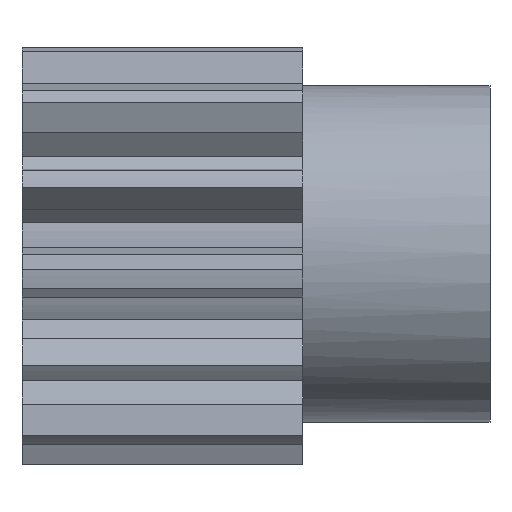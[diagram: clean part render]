
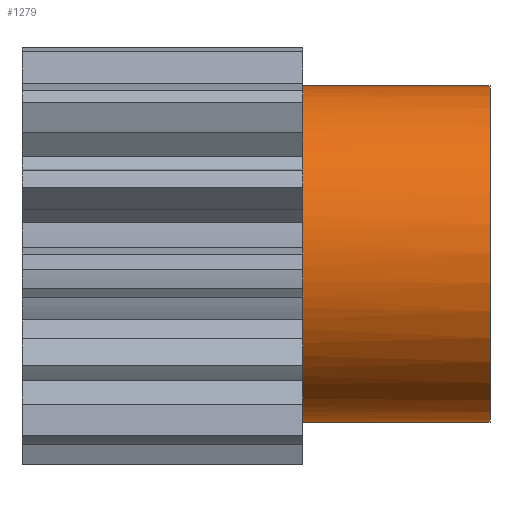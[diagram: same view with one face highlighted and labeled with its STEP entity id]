
A CAD part, top view. The second image highlights one B-rep face of the part: STEP entity #1279.
In plain terms, the highlighted cylindrical face has radius 9 mm (diameter 18 mm), a partial arc.
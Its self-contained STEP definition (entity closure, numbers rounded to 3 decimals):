
#625 = VERTEX_POINT( '', #1840 );
#649 = EDGE_CURVE( '', #725, #809, #1867, .T. );
#721 = EDGE_CURVE( '', #625, #1249, #1946, .T. );
#725 = VERTEX_POINT( '', #1950 );
#791 = VERTEX_POINT( '', #2023 );
#793 = VERTEX_POINT( '', #2025 );
#809 = VERTEX_POINT( '', #2042 );
#821 = VERTEX_POINT( '', #2055 );
#837 = EDGE_CURVE( '', #1545, #821, #2071, .T. );
#879 = EDGE_CURVE( '', #1393, #1013, #2117, .T. );
#1003 = EDGE_CURVE( '', #1315, #625, #2251, .T. );
#1013 = VERTEX_POINT( '', #2262 );
#1021 = EDGE_CURVE( '', #793, #725, #2270, .T. );
#1069 = EDGE_CURVE( '', #1757, #791, #2322, .T. );
#1091 = EDGE_CURVE( '', #821, #793, #2346, .T. );
#1151 = EDGE_CURVE( '', #1513, #1181, #2408, .T. );
#1161 = EDGE_CURVE( '', #791, #1187, #2418, .T. );
#1181 = VERTEX_POINT( '', #2442 );
#1187 = VERTEX_POINT( '', #2448 );
#1195 = EDGE_CURVE( '', #1187, #1545, #2457, .T. );
#1211 = VERTEX_POINT( '', #2475 );
#1249 = VERTEX_POINT( '', #2516 );
#1261 = EDGE_CURVE( '', #1013, #1211, #2532, .T. );
#1279 = ADVANCED_FACE( '', ( #2552 ), #2553, .T. );
#1315 = VERTEX_POINT( '', #2591 );
#1367 = EDGE_CURVE( '', #809, #1513, #2650, .T. );
#1393 = VERTEX_POINT( '', #2677 );
#1513 = VERTEX_POINT( '', #2809 );
#1545 = VERTEX_POINT( '', #2843 );
#1727 = EDGE_CURVE( '', #1181, #1777, #3046, .T. );
#1733 = EDGE_CURVE( '', #1777, #1249, #3053, .T. );
#1737 = EDGE_CURVE( '', #1393, #1315, #3057, .T. );
#1757 = VERTEX_POINT( '', #3079 );
#1777 = VERTEX_POINT( '', #3100 );
#1817 = EDGE_CURVE( '', #1211, #1757, #3143, .T. );
#1840 = CARTESIAN_POINT( '', ( 17.5, 9., 0. ) );
#1867 = CIRCLE( '', #3195, 9. );
#1946 = LINE( '', #3305, #3306 );
#1950 = CARTESIAN_POINT( '', ( 7.5, 4.321, 7.895 ) );
#2023 = CARTESIAN_POINT( '', ( 7.5, -6.085, 6.632 ) );
#2025 = CARTESIAN_POINT( '', ( 7.5, 2.001, 8.775 ) );
#2042 = CARTESIAN_POINT( '', ( 7.5, 5.85, 6.84 ) );
#2055 = CARTESIAN_POINT( '', ( 7.5, 0.157, 8.999 ) );
#2071 = CIRCLE( '', #3471, 9. );
#2117 = CIRCLE( '', #3536, 9. );
#2251 = CIRCLE( '', #3721, 9. );
#2262 = CARTESIAN_POINT( '', ( 7.5, -8.914, 1.24 ) );
#2270 = CIRCLE( '', #3745, 9. );
#2322 = CIRCLE( '', #3827, 9. );
#2346 = CIRCLE( '', #3857, 9. );
#2408 = CIRCLE( '', #3958, 9. );
#2418 = CIRCLE( '', #3975, 9. );
#2442 = CARTESIAN_POINT( '', ( 7.5, 8.358, 3.338 ) );
#2448 = CARTESIAN_POINT( '', ( 7.5, -4.043, 8.041 ) );
#2457 = CIRCLE( '', #4026, 9. );
#2475 = CARTESIAN_POINT( '', ( 7.5, -8.469, 3.044 ) );
#2516 = CARTESIAN_POINT( '', ( 7.5, 9., 0. ) );
#2532 = CIRCLE( '', #4129, 9. );
#2552 = FACE_OUTER_BOUND( '', #4157, .T. );
#2553 = CYLINDRICAL_SURFACE( '', #4158, 9. );
#2591 = CARTESIAN_POINT( '', ( 17.5, -9., 0. ) );
#2650 = CIRCLE( '', #4289, 9. );
#2677 = CARTESIAN_POINT( '', ( 7.5, -9., 0. ) );
#2809 = CARTESIAN_POINT( '', ( 7.5, 7.495, 4.983 ) );
#2843 = CARTESIAN_POINT( '', ( 7.5, -2.306, 8.7 ) );
#3046 = CIRCLE( '', #4836, 9. );
#3053 = CIRCLE( '', #4844, 9. );
#3057 = LINE( '', #4850, #4851 );
#3079 = CARTESIAN_POINT( '', ( 7.5, -7.317, 5.241 ) );
#3100 = CARTESIAN_POINT( '', ( 7.5, 8.952, 0.929 ) );
#3143 = CIRCLE( '', #4968, 9. );
#3195 = AXIS2_PLACEMENT_3D( '', #5014, #5015, #5016 );
#3305 = CARTESIAN_POINT( '', ( 12.5, 9., 0. ) );
#3306 = VECTOR( '', #5111, 1. );
#3471 = AXIS2_PLACEMENT_3D( '', #5225, #5226, #5227 );
#3536 = AXIS2_PLACEMENT_3D( '', #5276, #5277, #5278 );
#3721 = AXIS2_PLACEMENT_3D( '', #5404, #5405, #5406 );
#3745 = AXIS2_PLACEMENT_3D( '', #5418, #5419, #5420 );
#3827 = AXIS2_PLACEMENT_3D( '', #5477, #5478, #5479 );
#3857 = AXIS2_PLACEMENT_3D( '', #5501, #5502, #5503 );
#3958 = AXIS2_PLACEMENT_3D( '', #5551, #5552, #5553 );
#3975 = AXIS2_PLACEMENT_3D( '', #5557, #5558, #5559 );
#4026 = AXIS2_PLACEMENT_3D( '', #5609, #5610, #5611 );
#4129 = AXIS2_PLACEMENT_3D( '', #5779, #5780, #5781 );
#4157 = EDGE_LOOP( '', ( #5809, #5810, #5811, #5812, #5813, #5814, #5815, #5816, #5817, #5818, #5819, #5820, #5821, #5822, #5823, #5824, #5825 ) );
#4158 = AXIS2_PLACEMENT_3D( '', #5826, #5827, #5828 );
#4289 = AXIS2_PLACEMENT_3D( '', #5935, #5936, #5937 );
#4836 = AXIS2_PLACEMENT_3D( '', #6386, #6387, #6388 );
#4844 = AXIS2_PLACEMENT_3D( '', #6397, #6398, #6399 );
#4850 = CARTESIAN_POINT( '', ( 12.5, -9., 0. ) );
#4851 = VECTOR( '', #6403, 1. );
#4968 = AXIS2_PLACEMENT_3D( '', #6476, #6477, #6478 );
#5014 = CARTESIAN_POINT( '', ( 7.5, 0., 0. ) );
#5015 = DIRECTION( '', ( -1., 0., 0. ) );
#5016 = DIRECTION( '', ( 0., 1., 0. ) );
#5111 = DIRECTION( '', ( -1., 0., 0. ) );
#5225 = CARTESIAN_POINT( '', ( 7.5, 0., 0. ) );
#5226 = DIRECTION( '', ( -1., 0., 0. ) );
#5227 = DIRECTION( '', ( 0., 1., 0. ) );
#5276 = CARTESIAN_POINT( '', ( 7.5, 0., 0. ) );
#5277 = DIRECTION( '', ( -1., 0., 0. ) );
#5278 = DIRECTION( '', ( 0., 1., 0. ) );
#5404 = CARTESIAN_POINT( '', ( 17.5, 0., 0. ) );
#5405 = DIRECTION( '', ( -1., 0., 0. ) );
#5406 = DIRECTION( '', ( 0., 1., 0. ) );
#5418 = CARTESIAN_POINT( '', ( 7.5, 0., 0. ) );
#5419 = DIRECTION( '', ( -1., 0., 0. ) );
#5420 = DIRECTION( '', ( 0., 1., 0. ) );
#5477 = CARTESIAN_POINT( '', ( 7.5, 0., 0. ) );
#5478 = DIRECTION( '', ( -1., 0., 0. ) );
#5479 = DIRECTION( '', ( 0., 1., 0. ) );
#5501 = CARTESIAN_POINT( '', ( 7.5, 0., 0. ) );
#5502 = DIRECTION( '', ( -1., 0., 0. ) );
#5503 = DIRECTION( '', ( 0., 1., 0. ) );
#5551 = CARTESIAN_POINT( '', ( 7.5, 0., 0. ) );
#5552 = DIRECTION( '', ( -1., 0., 0. ) );
#5553 = DIRECTION( '', ( 0., 1., 0. ) );
#5557 = CARTESIAN_POINT( '', ( 7.5, 0., 0. ) );
#5558 = DIRECTION( '', ( -1., 0., 0. ) );
#5559 = DIRECTION( '', ( 0., 1., 0. ) );
#5609 = CARTESIAN_POINT( '', ( 7.5, 0., 0. ) );
#5610 = DIRECTION( '', ( -1., 0., 0. ) );
#5611 = DIRECTION( '', ( 0., 1., 0. ) );
#5779 = CARTESIAN_POINT( '', ( 7.5, 0., 0. ) );
#5780 = DIRECTION( '', ( -1., 0., 0. ) );
#5781 = DIRECTION( '', ( 0., 1., 0. ) );
#5809 = ORIENTED_EDGE( '', *, *, #721, .T. );
#5810 = ORIENTED_EDGE( '', *, *, #1733, .F. );
#5811 = ORIENTED_EDGE( '', *, *, #1727, .F. );
#5812 = ORIENTED_EDGE( '', *, *, #1151, .F. );
#5813 = ORIENTED_EDGE( '', *, *, #1367, .F. );
#5814 = ORIENTED_EDGE( '', *, *, #649, .F. );
#5815 = ORIENTED_EDGE( '', *, *, #1021, .F. );
#5816 = ORIENTED_EDGE( '', *, *, #1091, .F. );
#5817 = ORIENTED_EDGE( '', *, *, #837, .F. );
#5818 = ORIENTED_EDGE( '', *, *, #1195, .F. );
#5819 = ORIENTED_EDGE( '', *, *, #1161, .F. );
#5820 = ORIENTED_EDGE( '', *, *, #1069, .F. );
#5821 = ORIENTED_EDGE( '', *, *, #1817, .F. );
#5822 = ORIENTED_EDGE( '', *, *, #1261, .F. );
#5823 = ORIENTED_EDGE( '', *, *, #879, .F. );
#5824 = ORIENTED_EDGE( '', *, *, #1737, .T. );
#5825 = ORIENTED_EDGE( '', *, *, #1003, .T. );
#5826 = CARTESIAN_POINT( '', ( 12.5, 0., 0. ) );
#5827 = DIRECTION( '', ( 1., 0., 0. ) );
#5828 = DIRECTION( '', ( 0., 1., 0. ) );
#5935 = CARTESIAN_POINT( '', ( 7.5, 0., 0. ) );
#5936 = DIRECTION( '', ( -1., 0., 0. ) );
#5937 = DIRECTION( '', ( 0., 1., 0. ) );
#6386 = CARTESIAN_POINT( '', ( 7.5, 0., 0. ) );
#6387 = DIRECTION( '', ( -1., 0., 0. ) );
#6388 = DIRECTION( '', ( 0., 1., 0. ) );
#6397 = CARTESIAN_POINT( '', ( 7.5, 0., 0. ) );
#6398 = DIRECTION( '', ( -1., 0., 0. ) );
#6399 = DIRECTION( '', ( 0., 1., 0. ) );
#6403 = DIRECTION( '', ( 1., 0., 0. ) );
#6476 = CARTESIAN_POINT( '', ( 7.5, 0., 0. ) );
#6477 = DIRECTION( '', ( -1., 0., 0. ) );
#6478 = DIRECTION( '', ( 0., 1., 0. ) );
